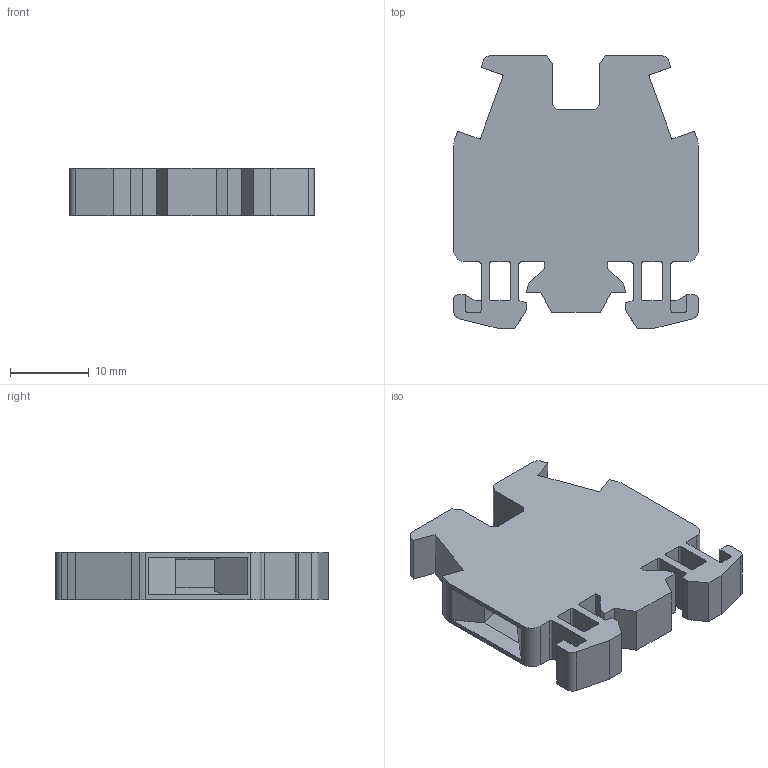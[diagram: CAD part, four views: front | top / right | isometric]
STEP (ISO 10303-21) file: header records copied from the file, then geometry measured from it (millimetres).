
FILE_DESCRIPTION(('Creo Elements/Direct Modeling STEP Export'),'2;1');
FILE_NAME('RP.4.stp','2013-04-02T 8:45:14',(''),(''),'Creo Elements/Direct Modeling STEP processor for AP214 (Solid Model)','Creo Elements/Direct Modeling 18.0B 02-Dec-2011 (C) Parametric Technology GmbH','');
FILE_SCHEMA(('AUTOMOTIVE_DESIGN { 1 0 10303 214 1 1 1 1 }'));
Length unit declared in the file: millimetre
Products named in the file (1): RP.4-GR_(RP300GR)
Bounding box: 31 x 34.5 x 6 mm (x, y, z)
Volume: 4319.8 mm3; surface area: 3324.1 mm2
Topology: 1 solids, 1 shells, 129 faces, 360 edges, 238 vertices
Faces by surface type: plane 97, cylinder 32
Entity records: 4083 total; most frequent: ORIENTED_EDGE 720, CARTESIAN_POINT 716, DIRECTION 663, EDGE_CURVE 360, VECTOR 293, LINE 293, VERTEX_POINT 238, AXIS2_PLACEMENT_3D 185
